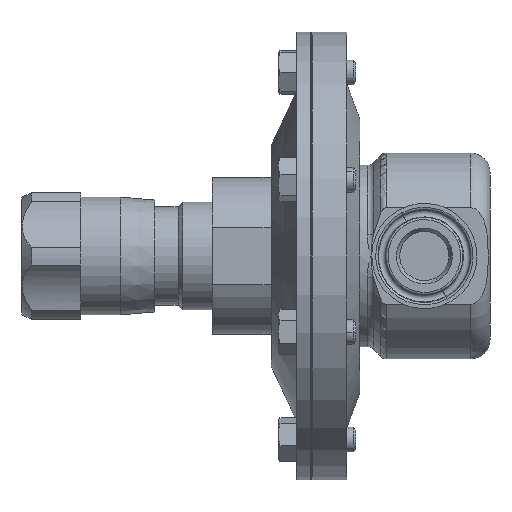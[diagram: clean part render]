
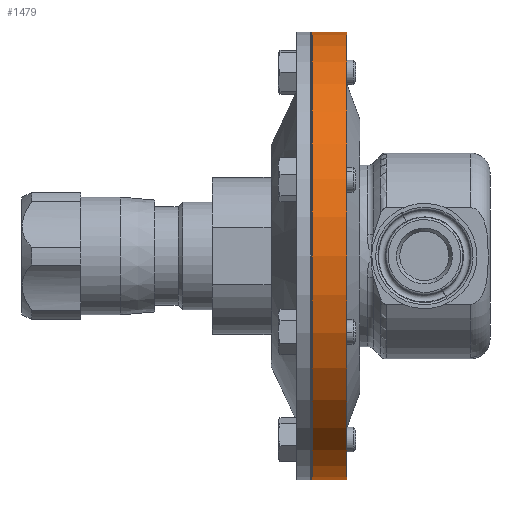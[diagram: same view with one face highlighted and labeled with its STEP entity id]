
A CAD part, left-side view. The second image highlights one B-rep face of the part: STEP entity #1479.
In plain terms, the highlighted cylindrical face has radius 72.39 mm (diameter 144.78 mm), a partial arc.
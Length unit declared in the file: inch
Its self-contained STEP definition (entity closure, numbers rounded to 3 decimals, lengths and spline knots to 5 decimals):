
#516 = EDGE_CURVE ( 'NONE', #3068, #9483, #4166, .T. ) ;
#541 = FACE_OUTER_BOUND ( 'NONE', #3392, .T. ) ;
#552 = ORIENTED_EDGE ( 'NONE', *, *, #5082, .T. ) ;
#559 = CARTESIAN_POINT ( 'NONE',  ( 0., 0.0358, 0. ) ) ;
#978 = CARTESIAN_POINT ( 'NONE',  ( 0., 1.426, 0. ) ) ;
#1054 = CARTESIAN_POINT ( 'NONE',  ( 0., 1.426, -2.85 ) ) ;
#1288 = CIRCLE ( 'NONE', #9598, 2.85 ) ;
#1479 = ADVANCED_FACE ( 'NONE', ( #541 ), #3013, .T. ) ;
#1855 = DIRECTION ( 'NONE',  ( 0., -1., 0. ) ) ;
#2335 = DIRECTION ( 'NONE',  ( 0., -1., 0. ) ) ;
#2508 = VECTOR ( 'NONE', #6872, 39.37008 ) ;
#2794 = DIRECTION ( 'NONE',  ( 0., 0., -1. ) ) ;
#3013 = CYLINDRICAL_SURFACE ( 'NONE', #7251, 2.85 ) ;
#3068 = VERTEX_POINT ( 'NONE', #7680 ) ;
#3217 = DIRECTION ( 'NONE',  ( 0., -1., 0. ) ) ;
#3392 = EDGE_LOOP ( 'NONE', ( #8844, #3458, #7520, #552 ) ) ;
#3458 = ORIENTED_EDGE ( 'NONE', *, *, #4727, .T. ) ;
#4166 = LINE ( 'NONE', #4306, #2508 ) ;
#4306 = CARTESIAN_POINT ( 'NONE',  ( 0., 0.0358, 2.85 ) ) ;
#4490 = EDGE_CURVE ( 'NONE', #6939, #6286, #5257, .T. ) ;
#4727 = EDGE_CURVE ( 'NONE', #3068, #6939, #1288, .T. ) ;
#5082 = EDGE_CURVE ( 'NONE', #6286, #9483, #8221, .T. ) ;
#5257 = LINE ( 'NONE', #8414, #9591 ) ;
#5728 = DIRECTION ( 'NONE',  ( 0., 0., 1. ) ) ;
#5772 = CARTESIAN_POINT ( 'NONE',  ( 0., 0.986, -2.85 ) ) ;
#6286 = VERTEX_POINT ( 'NONE', #5772 ) ;
#6760 = CARTESIAN_POINT ( 'NONE',  ( 0., 0.986, 2.85 ) ) ;
#6872 = DIRECTION ( 'NONE',  ( 0., -1., 0. ) ) ;
#6939 = VERTEX_POINT ( 'NONE', #1054 ) ;
#7251 = AXIS2_PLACEMENT_3D ( 'NONE', #559, #2335, #8410 ) ;
#7520 = ORIENTED_EDGE ( 'NONE', *, *, #4490, .T. ) ;
#7680 = CARTESIAN_POINT ( 'NONE',  ( 0., 1.426, 2.85 ) ) ;
#8221 = CIRCLE ( 'NONE', #9246, 2.85 ) ;
#8348 = DIRECTION ( 'NONE',  ( 0., 1., 0. ) ) ;
#8410 = DIRECTION ( 'NONE',  ( 0., 0., -1. ) ) ;
#8414 = CARTESIAN_POINT ( 'NONE',  ( 0., 0.0358, -2.85 ) ) ;
#8844 = ORIENTED_EDGE ( 'NONE', *, *, #516, .F. ) ;
#9246 = AXIS2_PLACEMENT_3D ( 'NONE', #9287, #8348, #5728 ) ;
#9287 = CARTESIAN_POINT ( 'NONE',  ( 0., 0.986, 0. ) ) ;
#9483 = VERTEX_POINT ( 'NONE', #6760 ) ;
#9591 = VECTOR ( 'NONE', #3217, 39.37008 ) ;
#9598 = AXIS2_PLACEMENT_3D ( 'NONE', #978, #1855, #2794 ) ;
